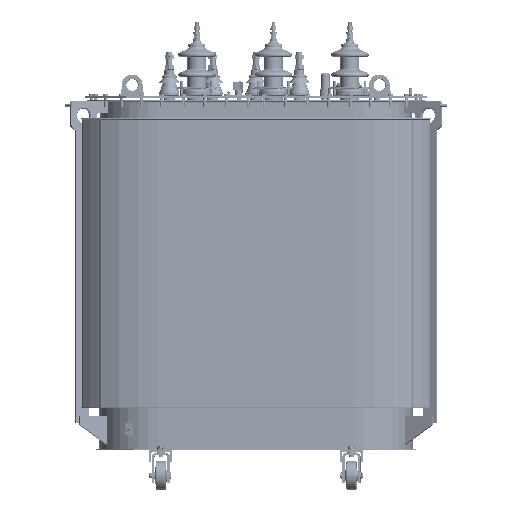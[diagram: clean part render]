
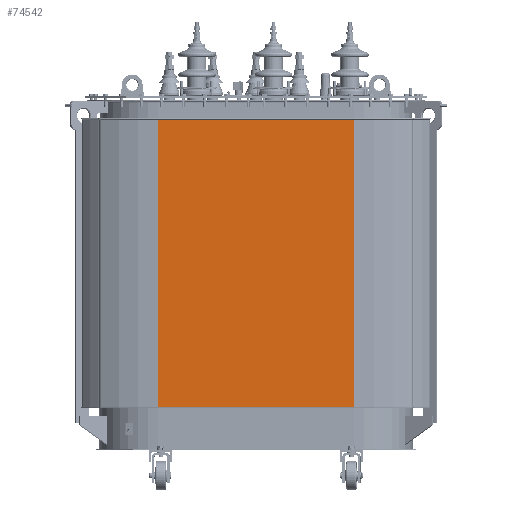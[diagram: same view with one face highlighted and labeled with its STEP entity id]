
A CAD part, front view. The second image highlights one B-rep face of the part: STEP entity #74542.
In plain terms, the highlighted planar face has unit normal (0, -1, 0).
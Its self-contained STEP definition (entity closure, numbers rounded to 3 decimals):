
#8060=LINE('',#136668,#12860);
#8061=LINE('',#136671,#12861);
#8062=LINE('',#136673,#12862);
#8063=LINE('',#136674,#12863);
#12860=VECTOR('',#98519,1000.);
#12861=VECTOR('',#98522,680.);
#12862=VECTOR('',#98523,680.);
#12863=VECTOR('',#98524,1000.);
#15176=PLANE('',#80999);
#23798=FACE_OUTER_BOUND('',#29883,.T.);
#29883=EDGE_LOOP('',(#65507,#65508,#65509,#65510));
#37154=VERTEX_POINT('',#136664);
#37155=VERTEX_POINT('',#136666);
#37156=VERTEX_POINT('',#136670);
#37157=VERTEX_POINT('',#136672);
#46614=EDGE_CURVE('',#37154,#37155,#8060,.T.);
#46615=EDGE_CURVE('',#37154,#37156,#8061,.T.);
#46616=EDGE_CURVE('',#37157,#37155,#8062,.T.);
#46617=EDGE_CURVE('',#37156,#37157,#8063,.T.);
#65507=ORIENTED_EDGE('',*,*,#46615,.F.);
#65508=ORIENTED_EDGE('',*,*,#46614,.T.);
#65509=ORIENTED_EDGE('',*,*,#46616,.F.);
#65510=ORIENTED_EDGE('',*,*,#46617,.F.);
#74542=ADVANCED_FACE('',(#23798),#15176,.T.);
#80999=AXIS2_PLACEMENT_3D('',#136669,#98520,#98521);
#98519=DIRECTION('',(0.,0.,1.));
#98520=DIRECTION('center_axis',(0.,-1.,0.));
#98521=DIRECTION('ref_axis',(1.,0.,0.));
#98522=DIRECTION('',(-1.,0.,0.));
#98523=DIRECTION('',(1.,0.,0.));
#98524=DIRECTION('',(0.,0.,1.));
#136664=CARTESIAN_POINT('',(340.,-417.5,148.9));
#136666=CARTESIAN_POINT('',(340.,-417.5,1148.9));
#136668=CARTESIAN_POINT('',(340.,-417.5,148.9));
#136669=CARTESIAN_POINT('Origin',(-340.,-417.5,148.9));
#136670=CARTESIAN_POINT('',(-340.,-417.5,148.9));
#136671=CARTESIAN_POINT('',(340.,-417.5,148.9));
#136672=CARTESIAN_POINT('',(-340.,-417.5,1148.9));
#136673=CARTESIAN_POINT('',(0.,-417.5,1148.9));
#136674=CARTESIAN_POINT('',(-340.,-417.5,148.9));
